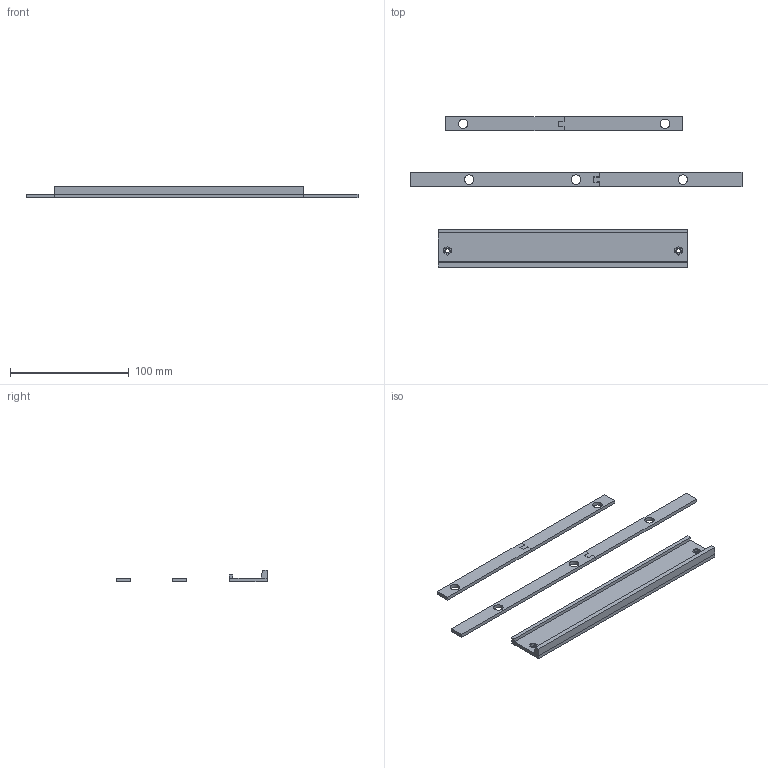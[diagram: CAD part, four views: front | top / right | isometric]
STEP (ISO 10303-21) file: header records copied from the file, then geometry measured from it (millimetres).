
FILE_DESCRIPTION(('FreeCAD Model'),'2;1');
FILE_NAME('spacers.step', '2020-05-26T09:14:23',('Author'),(''), 'Open CASCADE STEP processor 7.3','FreeCAD','Unknown');
FILE_SCHEMA(('AUTOMOTIVE_DESIGN { 1 0 10303 214 1 1 1 1 }'));
Length unit declared in the file: millimetre
Products named in the file (5): Part_Rear; Part_Front2; Part_Side1; Part_Front1; Part_Side2
Bounding box: 280 x 127 x 10 mm (x, y, z)
Volume: 45275.9 mm3; surface area: 33725.8 mm2
Topology: 5 solids, 5 shells, 91 faces, 217 edges, 138 vertices
Faces by surface type: plane 84, cylinder 7
Full cylindrical faces by diameter (mm): 3.5 x2, 8 x5
Entity records: 5549 total; most frequent: CARTESIAN_POINT 965, DIRECTION 835, LINE 623, VECTOR 623, ORIENTED_EDGE 434, PCURVE 434, DEFINITIONAL_REPRESENTATION 434, EDGE_CURVE 217
